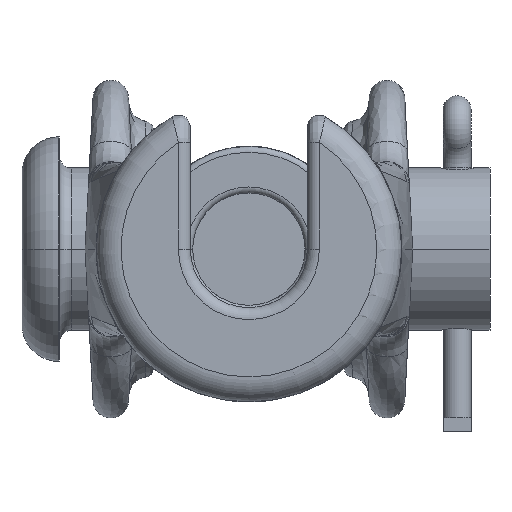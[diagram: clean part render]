
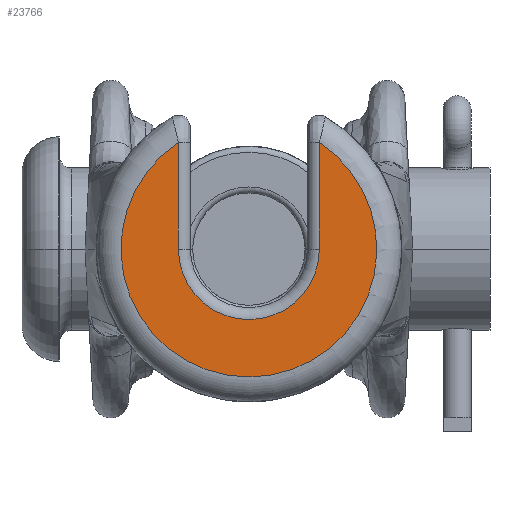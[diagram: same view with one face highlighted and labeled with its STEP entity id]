
A CAD part, front view. The second image highlights one B-rep face of the part: STEP entity #23766.
In plain terms, the highlighted planar face has unit normal (0, -1, 0).
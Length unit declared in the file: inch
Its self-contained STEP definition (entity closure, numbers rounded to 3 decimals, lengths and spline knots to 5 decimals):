
#6471=CARTESIAN_POINT('',(-0.705,-9.12,
1.06835));
#6485=CARTESIAN_POINT('',(0.,-9.12,0.));
#6486=DIRECTION('',(0.,-1.,0.));
#6487=DIRECTION('',(-0.551,0.,0.835));
#6488=AXIS2_PLACEMENT_3D('',#6485,#6486,#6487);
#6531=DIRECTION('',(0.,0.,1.));
#6532=VECTOR('',#6531,1.06835);
#6533=CARTESIAN_POINT('',(-0.705,-9.12,0.));
#6534=LINE('',#6533,#6532);
#6538=CARTESIAN_POINT('',(0.,-9.12,0.));
#6539=DIRECTION('',(0.,1.,0.));
#6540=DIRECTION('',(1.,0.,0.));
#6541=AXIS2_PLACEMENT_3D('',#6538,#6539,#6540);
#6546=DIRECTION('',(0.,0.,-1.));
#6547=VECTOR('',#6546,1.06835);
#6548=CARTESIAN_POINT('',(0.705,-9.12,
1.06835));
#6549=LINE('',#6548,#6547);
#15849=VERTEX_POINT('',#6471);
#15851=CARTESIAN_POINT('',(-0.705,-9.12,0.));
#15852=VERTEX_POINT('',#15851);
#15855=CARTESIAN_POINT('',(0.705,-9.12,0.));
#15856=VERTEX_POINT('',#15855);
#15859=CARTESIAN_POINT('',(0.705,-9.12,
1.06835));
#15860=VERTEX_POINT('',#15859);
#23753=CARTESIAN_POINT('',(0.,-9.12,0.));
#23754=DIRECTION('',(0.,1.,0.));
#23755=DIRECTION('',(-1.,0.,0.));
#23756=AXIS2_PLACEMENT_3D('',#23753,#23754,#23755);
#23757=PLANE('',#23756);
#23758=ORIENTED_EDGE('',*,*,#23744,.F.);
#23760=ORIENTED_EDGE('',*,*,#23759,.F.);
#23762=ORIENTED_EDGE('',*,*,#23761,.F.);
#23763=ORIENTED_EDGE('',*,*,#23683,.F.);
#23764=EDGE_LOOP('',(#23758,#23760,#23762,#23763));
#23765=FACE_OUTER_BOUND('',#23764,.F.);
#6489=CIRCLE('',#6488,1.28);
#6542=CIRCLE('',#6541,0.705);
#23683=EDGE_CURVE('',#15849,#15860,#6489,.T.);
#23744=EDGE_CURVE('',#15852,#15849,#6534,.T.);
#23759=EDGE_CURVE('',#15856,#15852,#6542,.T.);
#23761=EDGE_CURVE('',#15860,#15856,#6549,.T.);
#23766=ADVANCED_FACE('',(#23765),#23757,.F.);
